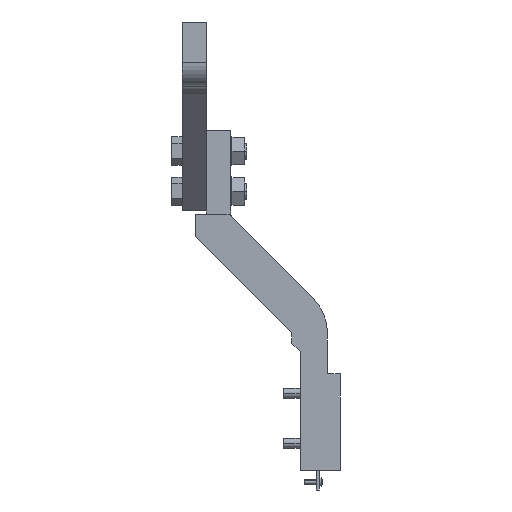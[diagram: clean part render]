
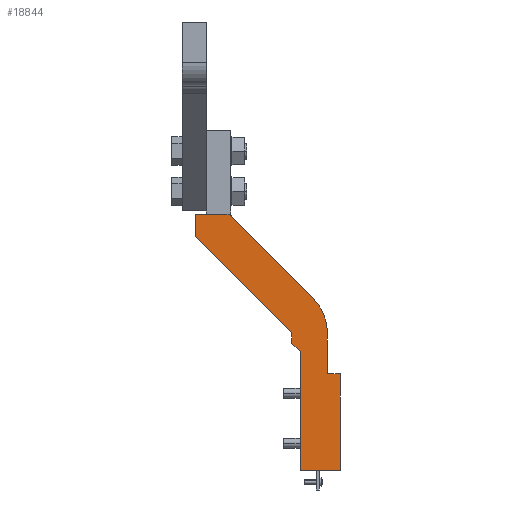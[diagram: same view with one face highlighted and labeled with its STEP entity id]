
A CAD part, left-side view. The second image highlights one B-rep face of the part: STEP entity #18844.
In plain terms, the highlighted planar face has unit normal (-1, 0, 0).
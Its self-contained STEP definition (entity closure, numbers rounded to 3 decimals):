
#18310=AXIS2_PLACEMENT_3D('Circle Axis2P3D',#18308,#18309,$) ;
#18816=AXIS2_PLACEMENT_3D('Plane Axis2P3D',#18813,#18814,#18815) ;
#17886=CARTESIAN_POINT('Vertex',(-94.642,-92.,201.5)) ;
#17889=CARTESIAN_POINT('Line Origine',(-94.642,-92.,238.5)) ;
#17893=CARTESIAN_POINT('Vertex',(-94.642,-92.,275.5)) ;
#18183=CARTESIAN_POINT('Vertex',(-94.642,-117.,201.5)) ;
#18186=CARTESIAN_POINT('Line Origine',(-94.642,-104.5,201.5)) ;
#18258=CARTESIAN_POINT('Vertex',(-94.642,-48.,360.5)) ;
#18263=CARTESIAN_POINT('Line Origine',(-94.642,-73.814,334.686)) ;
#18267=CARTESIAN_POINT('Vertex',(-94.642,-99.627,308.873)) ;
#18308=CARTESIAN_POINT('Axis2P3D Location',(-94.642,-77.,286.245)) ;
#18312=CARTESIAN_POINT('Vertex',(-94.642,-109.,286.245)) ;
#18332=CARTESIAN_POINT('Line Origine',(-94.642,-109.,273.873)) ;
#18336=CARTESIAN_POINT('Vertex',(-94.642,-109.,261.5)) ;
#18356=CARTESIAN_POINT('Line Origine',(-94.642,-113.,261.5)) ;
#18360=CARTESIAN_POINT('Vertex',(-94.642,-117.,261.5)) ;
#18380=CARTESIAN_POINT('Line Origine',(-94.642,-117.,231.5)) ;
#18735=CARTESIAN_POINT('Line Origine',(-94.642,-89.5,278.)) ;
#18739=CARTESIAN_POINT('Vertex',(-94.642,-87.,280.5)) ;
#18761=CARTESIAN_POINT('Line Origine',(-94.642,-87.,283.676)) ;
#18765=CARTESIAN_POINT('Vertex',(-94.642,-87.,286.852)) ;
#18787=CARTESIAN_POINT('Line Origine',(-94.642,-57.,316.852)) ;
#18791=CARTESIAN_POINT('Vertex',(-94.642,-27.,346.852)) ;
#18813=CARTESIAN_POINT('Axis2P3D Location',(-94.642,-92.,269.5)) ;
#18818=CARTESIAN_POINT('Line Origine',(-94.642,-37.5,360.5)) ;
#18822=CARTESIAN_POINT('Vertex',(-94.642,-27.,360.5)) ;
#18825=CARTESIAN_POINT('Line Origine',(-94.642,-27.,353.676)) ;
#17890=DIRECTION('Vector Direction',(0.,0.,1.)) ;
#18187=DIRECTION('Vector Direction',(0.,1.,0.)) ;
#18264=DIRECTION('Vector Direction',(0.,-0.707,-0.707)) ;
#18309=DIRECTION('Axis2P3D Direction',(1.,0.,0.)) ;
#18333=DIRECTION('Vector Direction',(0.,0.,-1.)) ;
#18357=DIRECTION('Vector Direction',(0.,-1.,0.)) ;
#18381=DIRECTION('Vector Direction',(0.,0.,-1.)) ;
#18736=DIRECTION('Vector Direction',(0.,0.707,0.707)) ;
#18762=DIRECTION('Vector Direction',(0.,0.,1.)) ;
#18788=DIRECTION('Vector Direction',(0.,0.707,0.707)) ;
#18814=DIRECTION('Axis2P3D Direction',(1.,0.,0.)) ;
#18815=DIRECTION('Axis2P3D XDirection',(0.,1.,0.)) ;
#18819=DIRECTION('Vector Direction',(0.,1.,0.)) ;
#18826=DIRECTION('Vector Direction',(0.,0.,1.)) ;
#17891=VECTOR('Line Direction',#17890,1.) ;
#18188=VECTOR('Line Direction',#18187,1.) ;
#18265=VECTOR('Line Direction',#18264,1.) ;
#18334=VECTOR('Line Direction',#18333,1.) ;
#18358=VECTOR('Line Direction',#18357,1.) ;
#18382=VECTOR('Line Direction',#18381,1.) ;
#18737=VECTOR('Line Direction',#18736,1.) ;
#18763=VECTOR('Line Direction',#18762,1.) ;
#18789=VECTOR('Line Direction',#18788,1.) ;
#18820=VECTOR('Line Direction',#18819,1.) ;
#18827=VECTOR('Line Direction',#18826,1.) ;
#18831=ORIENTED_EDGE('',*,*,#17895,.F.) ;
#18832=ORIENTED_EDGE('',*,*,#18190,.F.) ;
#18833=ORIENTED_EDGE('',*,*,#18384,.F.) ;
#18834=ORIENTED_EDGE('',*,*,#18362,.F.) ;
#18835=ORIENTED_EDGE('',*,*,#18338,.F.) ;
#18836=ORIENTED_EDGE('',*,*,#18314,.F.) ;
#18837=ORIENTED_EDGE('',*,*,#18269,.F.) ;
#18838=ORIENTED_EDGE('',*,*,#18824,.F.) ;
#18839=ORIENTED_EDGE('',*,*,#18829,.F.) ;
#18840=ORIENTED_EDGE('',*,*,#18793,.F.) ;
#18841=ORIENTED_EDGE('',*,*,#18767,.F.) ;
#18842=ORIENTED_EDGE('',*,*,#18741,.F.) ;
#18844=ADVANCED_FACE('RA4762001_1PA_001_02_PROTEZIONE_TERMINALE_ANTERIORE',(#18843),#18817,.F.) ;
#18311=CIRCLE('generated circle',#18310,32.) ;
#17895=EDGE_CURVE('',#17887,#17894,#17892,.T.) ;
#18190=EDGE_CURVE('',#18184,#17887,#18189,.T.) ;
#18269=EDGE_CURVE('',#18259,#18268,#18266,.T.) ;
#18314=EDGE_CURVE('',#18268,#18313,#18311,.T.) ;
#18338=EDGE_CURVE('',#18313,#18337,#18335,.T.) ;
#18362=EDGE_CURVE('',#18337,#18361,#18359,.T.) ;
#18384=EDGE_CURVE('',#18361,#18184,#18383,.T.) ;
#18741=EDGE_CURVE('',#17894,#18740,#18738,.T.) ;
#18767=EDGE_CURVE('',#18740,#18766,#18764,.T.) ;
#18793=EDGE_CURVE('',#18766,#18792,#18790,.T.) ;
#18824=EDGE_CURVE('',#18823,#18259,#18821,.F.) ;
#18829=EDGE_CURVE('',#18792,#18823,#18828,.T.) ;
#18830=EDGE_LOOP('',(#18831,#18832,#18833,#18834,#18835,#18836,#18837,#18838,#18839,#18840,#18841,#18842)) ;
#18843=FACE_OUTER_BOUND('',#18830,.T.) ;
#17892=LINE('Line',#17889,#17891) ;
#18189=LINE('Line',#18186,#18188) ;
#18266=LINE('Line',#18263,#18265) ;
#18335=LINE('Line',#18332,#18334) ;
#18359=LINE('Line',#18356,#18358) ;
#18383=LINE('Line',#18380,#18382) ;
#18738=LINE('Line',#18735,#18737) ;
#18764=LINE('Line',#18761,#18763) ;
#18790=LINE('Line',#18787,#18789) ;
#18821=LINE('Line',#18818,#18820) ;
#18828=LINE('Line',#18825,#18827) ;
#18817=PLANE('',#18816) ;
#17887=VERTEX_POINT('',#17886) ;
#17894=VERTEX_POINT('',#17893) ;
#18184=VERTEX_POINT('',#18183) ;
#18259=VERTEX_POINT('',#18258) ;
#18268=VERTEX_POINT('',#18267) ;
#18313=VERTEX_POINT('',#18312) ;
#18337=VERTEX_POINT('',#18336) ;
#18361=VERTEX_POINT('',#18360) ;
#18740=VERTEX_POINT('',#18739) ;
#18766=VERTEX_POINT('',#18765) ;
#18792=VERTEX_POINT('',#18791) ;
#18823=VERTEX_POINT('',#18822) ;
